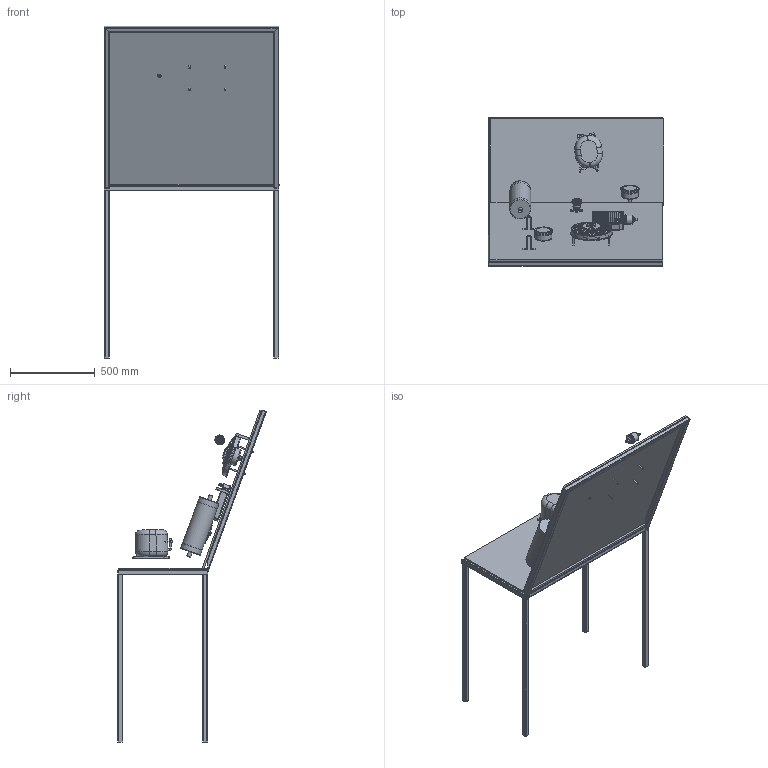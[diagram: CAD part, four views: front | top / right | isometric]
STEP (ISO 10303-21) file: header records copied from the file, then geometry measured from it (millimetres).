
FILE_DESCRIPTION(/* description */ (''),/* implementation_level */ '2;1');
FILE_NAME(/* name */ 'ciclo_frigo_step.stp',/* time_stamp */ '2025-02-24T18:52:23+01:00',/* author */ ('R5800u'),/* organization */ (''),/* preprocessor_version */ 'ST-DEVELOPER v20',/* originating_system */ 'Autodesk Inventor 2025',/* authorisation */ '');
FILE_SCHEMA (('AUTOMOTIVE_DESIGN { 1 0 10303 214 3 1 1 }'));
Products named in the file (20): Assemblage; Bati; table H; table incliné; 160620 compressor; BML12S - 1-2in; Pièce2; Assemblage2 vert; Pièce4; Pièce5; Pièce1 vert; Alphacool NexXxoS XT45 180mm Single; Copie de Alphacool NexXxoS XT45 180mm Single^Alphacool NexXxoS XT45 1
80mm Single; Copie de Jupe^Alphacool NexXxoS XT45 180mm Single; Copie de Ailette v2^Alphacool NexXxoS XT45 180mm Single; Bitspower_G14-1-2; Bouchon; 001.001.00009; DML 052; Manômetro 7 bar
Assembly tree (38 placements, depth 3):
  Assemblage
    Bati
    table H
    table incliné
    160620 compressor
    Manômetro 7 bar  x2
    BML12S - 1-2in
    Pièce2  x2
    Assemblage2 vert
      Pièce5  x2
      Pièce4
      Pièce1 vert
    Alphacool NexXxoS XT45 180mm Single
      Copie de Alphacool NexXxoS XT45 180mm Single^Alphacool NexXxoS XT45 1
80mm Single
      Copie de Jupe^Alphacool NexXxoS XT45 180mm Single
      Copie de Ailette v2^Alphacool NexXxoS XT45 180mm Single  x15
      Bouchon  x2
      Bitspower_G14-1-2  x2
    001.001.00009
    DML 052
Bounding box: 1034.8 x 874.78 x 1957.99 mm (x, y, z)
Volume: 24075906.3 mm3; surface area: 7274225.8 mm2
Topology: 148 solids, 153 shells, 6791 faces, 18908 edges, 12345 vertices
Faces by surface type: plane 3387, cylinder 2578, bspline 516, torus 147, cone 99, sphere 64
Full cylindrical faces by diameter (mm): 2.05 x2, 3.36 x2, 3.4 x8, 4 x2, 4.459 x2, 4.5 x2, 4.51 x2, 5 x2, 5.5 x2, 6 x2, 6.35 x1, 7 x8, 9.525 x2, 10 x2, 10.16 x4, 11.445 x4, 11.684 x2, 12 x5, 12.7 x4, 12.85 x2, 12.954 x4, 13.157 x4, 13.78 x4, 15.445 x4, 16 x2, 18.331 x4, 20 x6, 20.95 x2, 22 x2, 23.5 x1
Entity records: 123928 total; most frequent: CARTESIAN_POINT 49808, ORIENTED_EDGE 15644, DIRECTION 14039, EDGE_CURVE 7822, AXIS2_PLACEMENT_3D 5036, VERTEX_POINT 5020, LINE 3967, VECTOR 3967
